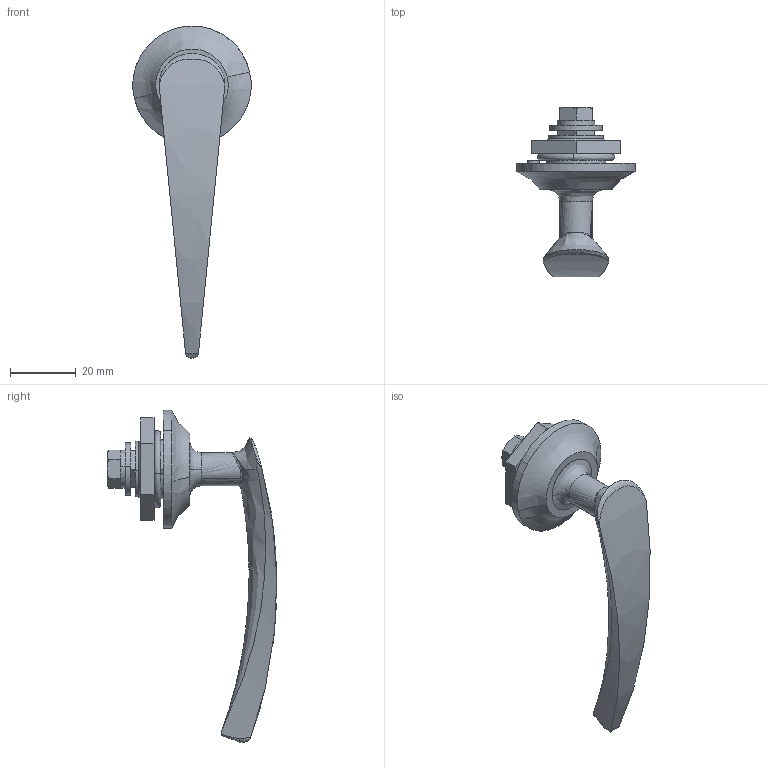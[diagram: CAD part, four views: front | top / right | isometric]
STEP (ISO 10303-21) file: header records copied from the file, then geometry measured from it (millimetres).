
FILE_DESCRIPTION((''),'2;1');
FILE_NAME('','2005-10-07T12:11:11',(''),(''),'','CADfix','');
FILE_SCHEMA(('AUTOMOTIVE_DESIGN'));
Length unit declared in the file: millimetre
Products named in the file (8): washer_C; washer_B; washer_A; nut; handle; bolt; base; THA_165_1_32110_36
Assembly tree (7 placements, depth 2):
  THA_165_1_32110_36
    washer_C
    washer_B
    washer_A
    nut
    handle
    bolt
    base
Bounding box: 35.92 x 51.58 x 101 mm (x, y, z)
Volume: 17392 mm3; surface area: 11509.1 mm2
Topology: 7 solids, 7 shells, 133 faces, 421 edges, 307 vertices
Faces by surface type: bspline 133
Entity records: 7169 total; most frequent: CARTESIAN_POINT 4648, ORIENTED_EDGE 834, EDGE_CURVE 417, VERTEX_POINT 307, QUASI_UNIFORM_CURVE 156, EDGE_LOOP 152, FACE_OUTER_BOUND 133, ADVANCED_FACE 133
